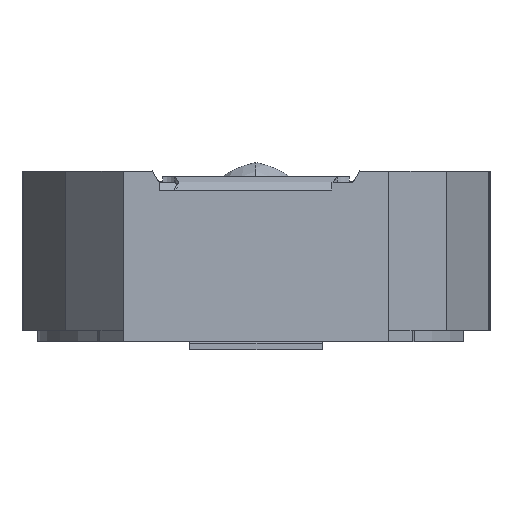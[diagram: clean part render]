
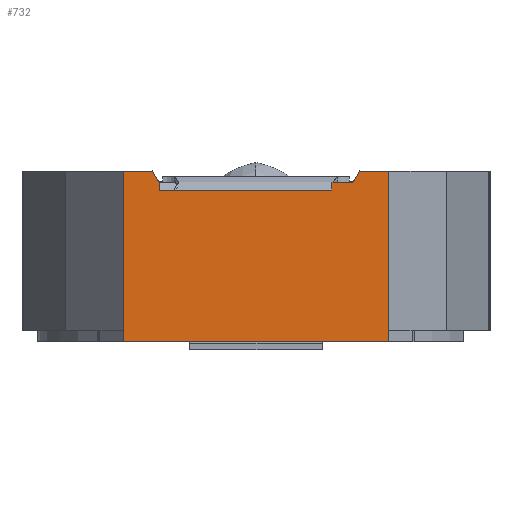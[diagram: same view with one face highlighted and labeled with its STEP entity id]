
A CAD part, left-side view. The second image highlights one B-rep face of the part: STEP entity #732.
In plain terms, the highlighted planar face has unit normal (-1, 0, 0).
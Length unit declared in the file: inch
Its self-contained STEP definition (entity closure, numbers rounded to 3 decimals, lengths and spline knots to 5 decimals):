
#24 = VERTEX_POINT ( 'NONE', #5370 ) ;
#732 = ADVANCED_FACE ( 'NONE', ( #7016 ), #33051, .T. ) ;
#852 = LINE ( 'NONE', #1472, #6689 ) ;
#1284 = CARTESIAN_POINT ( 'NONE',  ( -0.39961, 0.10721, 0.18504 ) ) ;
#1354 = ORIENTED_EDGE ( 'NONE', *, *, #16996, .T. ) ;
#1472 = CARTESIAN_POINT ( 'NONE',  ( -0.39961, -0.10039, 0.16535 ) ) ;
#1486 = DIRECTION ( 'NONE',  ( 0., 0., 1. ) ) ;
#1836 = LINE ( 'NONE', #8045, #23878 ) ;
#1849 = VECTOR ( 'NONE', #29458, 39.37008 ) ;
#3115 = ORIENTED_EDGE ( 'NONE', *, *, #33314, .T. ) ;
#3204 = DIRECTION ( 'NONE',  ( 0., 0., 1. ) ) ;
#3258 = CARTESIAN_POINT ( 'NONE',  ( -0.39961, -0.13779, 0.00787 ) ) ;
#3860 = LINE ( 'NONE', #9744, #4745 ) ;
#4259 = VECTOR ( 'NONE', #7963, 39.37008 ) ;
#4745 = VECTOR ( 'NONE', #29852, 39.37008 ) ;
#5370 = CARTESIAN_POINT ( 'NONE',  ( -0.39961, 0.1378, 0.18504 ) ) ;
#5662 = CARTESIAN_POINT ( 'NONE',  ( -0.39961, 0.1378, 0.00787 ) ) ;
#5893 = ORIENTED_EDGE ( 'NONE', *, *, #31105, .T. ) ;
#6260 = EDGE_CURVE ( 'NONE', #19470, #24, #22453, .T. ) ;
#6685 = ORIENTED_EDGE ( 'NONE', *, *, #34524, .T. ) ;
#6689 = VECTOR ( 'NONE', #30255, 39.37008 ) ;
#7016 = FACE_OUTER_BOUND ( 'NONE', #36634, .T. ) ;
#7226 = CARTESIAN_POINT ( 'NONE',  ( -0.39961, -0.10721, 0.18504 ) ) ;
#7868 = DIRECTION ( 'NONE',  ( 0., 1., 0. ) ) ;
#7963 = DIRECTION ( 'NONE',  ( 0., 1., 0. ) ) ;
#8035 = VERTEX_POINT ( 'NONE', #22161 ) ;
#8045 = CARTESIAN_POINT ( 'NONE',  ( -0.39961, -0.07874, 0.16535 ) ) ;
#8772 = CARTESIAN_POINT ( 'NONE',  ( -0.39961, -0.10039, 0.17323 ) ) ;
#8849 = EDGE_CURVE ( 'NONE', #35261, #21532, #10910, .T. ) ;
#9234 = VECTOR ( 'NONE', #9284, 39.37008 ) ;
#9241 = DIRECTION ( 'NONE',  ( 0., 0., -1. ) ) ;
#9284 = DIRECTION ( 'NONE',  ( 0., 0., 1. ) ) ;
#9514 = CARTESIAN_POINT ( 'NONE',  ( -0.39961, 0.1004, 0.16535 ) ) ;
#9744 = CARTESIAN_POINT ( 'NONE',  ( -0.39961, 0.1004, 0.17323 ) ) ;
#9921 = VERTEX_POINT ( 'NONE', #3258 ) ;
#10188 = VERTEX_POINT ( 'NONE', #5662 ) ;
#10191 = LINE ( 'NONE', #17413, #24572 ) ;
#10910 = LINE ( 'NONE', #27943, #17641 ) ;
#11928 = LINE ( 'NONE', #33755, #4259 ) ;
#12023 = EDGE_CURVE ( 'NONE', #8035, #19470, #3860, .T. ) ;
#12474 = ORIENTED_EDGE ( 'NONE', *, *, #6260, .T. ) ;
#13219 = CARTESIAN_POINT ( 'NONE',  ( -0.39961, -0.07874, 0.17323 ) ) ;
#14857 = ORIENTED_EDGE ( 'NONE', *, *, #22058, .T. ) ;
#15821 = CARTESIAN_POINT ( 'NONE',  ( -0.39961, -0.10039, 0.16535 ) ) ;
#16464 = VERTEX_POINT ( 'NONE', #13219 ) ;
#16996 = EDGE_CURVE ( 'NONE', #9921, #35261, #24522, .T. ) ;
#17413 = CARTESIAN_POINT ( 'NONE',  ( -0.39961, 0.1378, 0.16535 ) ) ;
#17495 = ORIENTED_EDGE ( 'NONE', *, *, #26366, .T. ) ;
#17599 = DIRECTION ( 'NONE',  ( 0., -1., 0. ) ) ;
#17641 = VECTOR ( 'NONE', #28059, 39.37008 ) ;
#18725 = DIRECTION ( 'NONE',  ( -1., 0., 0. ) ) ;
#19470 = VERTEX_POINT ( 'NONE', #1284 ) ;
#20416 = CARTESIAN_POINT ( 'NONE',  ( -0.39961, 0.1004, 0.16535 ) ) ;
#20789 = CARTESIAN_POINT ( 'NONE',  ( -0.39961, -0.10721, 0.18504 ) ) ;
#20923 = ORIENTED_EDGE ( 'NONE', *, *, #21033, .T. ) ;
#21033 = EDGE_CURVE ( 'NONE', #37126, #16464, #11928, .T. ) ;
#21532 = VERTEX_POINT ( 'NONE', #7226 ) ;
#21745 = LINE ( 'NONE', #31930, #22653 ) ;
#22058 = EDGE_CURVE ( 'NONE', #30389, #8035, #32080, .T. ) ;
#22161 = CARTESIAN_POINT ( 'NONE',  ( -0.39961, 0.1004, 0.17323 ) ) ;
#22216 = CARTESIAN_POINT ( 'NONE',  ( -0.39961, -0.10039, 0.18504 ) ) ;
#22453 = LINE ( 'NONE', #22216, #36822 ) ;
#22653 = VECTOR ( 'NONE', #17599, 39.37008 ) ;
#23507 = VECTOR ( 'NONE', #3204, 39.37008 ) ;
#23878 = VECTOR ( 'NONE', #28283, 39.37008 ) ;
#24522 = LINE ( 'NONE', #35299, #9234 ) ;
#24572 = VECTOR ( 'NONE', #9241, 39.37008 ) ;
#24786 = LINE ( 'NONE', #20789, #1849 ) ;
#25149 = EDGE_CURVE ( 'NONE', #10188, #9921, #21745, .T. ) ;
#25512 = VERTEX_POINT ( 'NONE', #27629 ) ;
#25985 = ORIENTED_EDGE ( 'NONE', *, *, #25149, .T. ) ;
#26366 = EDGE_CURVE ( 'NONE', #16464, #25512, #1836, .T. ) ;
#26627 = ORIENTED_EDGE ( 'NONE', *, *, #8849, .T. ) ;
#27629 = CARTESIAN_POINT ( 'NONE',  ( -0.39961, -0.07874, 0.16535 ) ) ;
#27943 = CARTESIAN_POINT ( 'NONE',  ( -0.39961, -0.10039, 0.18504 ) ) ;
#28059 = DIRECTION ( 'NONE',  ( 0., 1., 0. ) ) ;
#28283 = DIRECTION ( 'NONE',  ( 0., 0., -1. ) ) ;
#28437 = CARTESIAN_POINT ( 'NONE',  ( -0.39961, -0.13779, 0.18504 ) ) ;
#29376 = ORIENTED_EDGE ( 'NONE', *, *, #12023, .T. ) ;
#29458 = DIRECTION ( 'NONE',  ( 0., 0.5, -0.866 ) ) ;
#29852 = DIRECTION ( 'NONE',  ( 0., 0.5, 0.866 ) ) ;
#30255 = DIRECTION ( 'NONE',  ( 0., 1., 0. ) ) ;
#30389 = VERTEX_POINT ( 'NONE', #9514 ) ;
#31105 = EDGE_CURVE ( 'NONE', #21532, #37126, #24786, .T. ) ;
#31930 = CARTESIAN_POINT ( 'NONE',  ( -0.39961, -0.10039, 0.00787 ) ) ;
#32080 = LINE ( 'NONE', #20416, #23507 ) ;
#33051 = PLANE ( 'NONE',  #35300 ) ;
#33314 = EDGE_CURVE ( 'NONE', #24, #10188, #10191, .T. ) ;
#33755 = CARTESIAN_POINT ( 'NONE',  ( -0.39961, -0.10039, 0.17323 ) ) ;
#34524 = EDGE_CURVE ( 'NONE', #25512, #30389, #852, .T. ) ;
#35261 = VERTEX_POINT ( 'NONE', #28437 ) ;
#35299 = CARTESIAN_POINT ( 'NONE',  ( -0.39961, -0.13779, 0.16535 ) ) ;
#35300 = AXIS2_PLACEMENT_3D ( 'NONE', #15821, #18725, #1486 ) ;
#36634 = EDGE_LOOP ( 'NONE', ( #17495, #6685, #14857, #29376, #12474, #3115, #25985, #1354, #26627, #5893, #20923 ) ) ;
#36822 = VECTOR ( 'NONE', #7868, 39.37008 ) ;
#37126 = VERTEX_POINT ( 'NONE', #8772 ) ;
